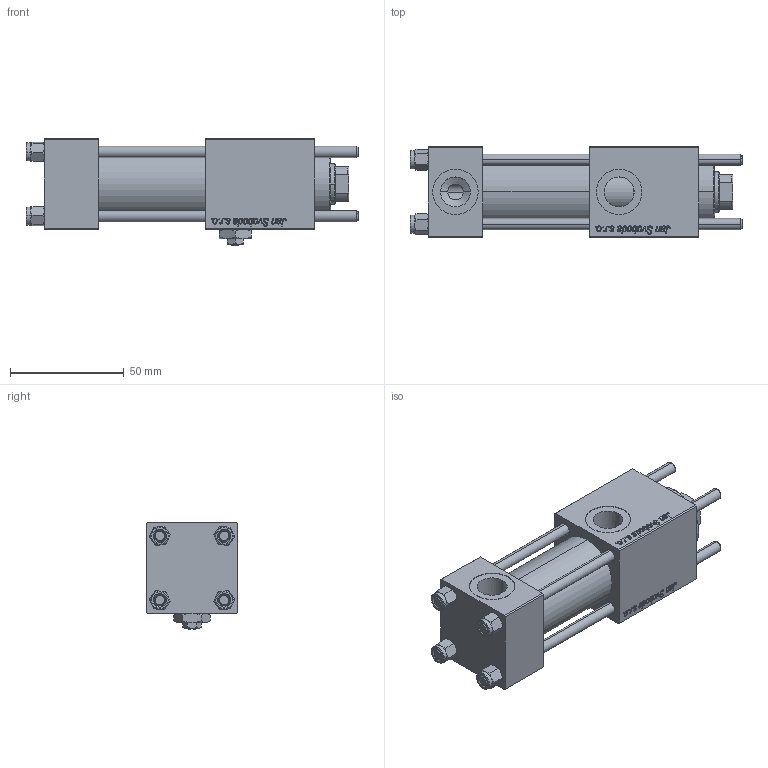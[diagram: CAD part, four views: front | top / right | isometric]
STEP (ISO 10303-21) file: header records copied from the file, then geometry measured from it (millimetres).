
FILE_DESCRIPTION (( 'STEP AP203' ), '1' );
FILE_NAME ('d311.STEP', '2022-04-14T12:11:31', ( '' ), ( '' ), 'SwSTEP 2.0', 'SolidWorks 2019', '' );
FILE_SCHEMA (( 'CONFIG_CONTROL_DESIGN' ));
Length unit declared in the file: millimetre
Products named in the file (7): V215CR_VCP_B 468d96ebf61b74fa490f212e0c8d372a; d311; Zatka_pro_OIL_PORT 468d96ebf61b74fa490f212e0c8d372a; V215CR_B_TYCINKA 468d96ebf61b74fa490f212e0c8d372a; V215_VC_A 468d96ebf61b74fa490f212e0c8d372a; V215CR_B-1 468d96ebf61b74fa490f212e0c8d372a; NUT_M5_B 468d96ebf61b74fa490f212e0c8d372a
Assembly tree (12 placements, depth 2):
  d311
    V215CR_B-1 468d96ebf61b74fa490f212e0c8d372a
    V215CR_VCP_B 468d96ebf61b74fa490f212e0c8d372a
    NUT_M5_B 468d96ebf61b74fa490f212e0c8d372a  x4
    V215CR_B_TYCINKA 468d96ebf61b74fa490f212e0c8d372a  x4
    V215_VC_A 468d96ebf61b74fa490f212e0c8d372a
    Zatka_pro_OIL_PORT 468d96ebf61b74fa490f212e0c8d372a
Bounding box: 146 x 40 x 47 mm (x, y, z)
Volume: 151722.8 mm3; surface area: 61826.2 mm2
Topology: 12 solids, 12 shells, 1206 faces, 3053 edges, 1975 vertices
Faces by surface type: bspline 504, plane 454, cone 156, cylinder 84, torus 8
Entity records: 58558 total; most frequent: CARTESIAN_POINT 34626, ORIENTED_EDGE 5598, DIRECTION 3117, EDGE_CURVE 2799, VERTEX_POINT 1831, VECTOR 1485, LINE 1485, EDGE_LOOP 1212
